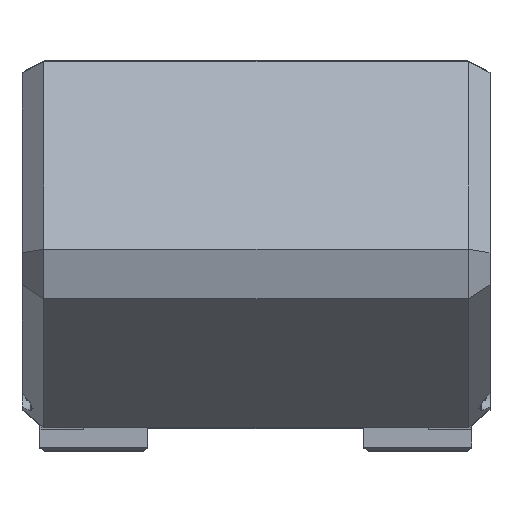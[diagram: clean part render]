
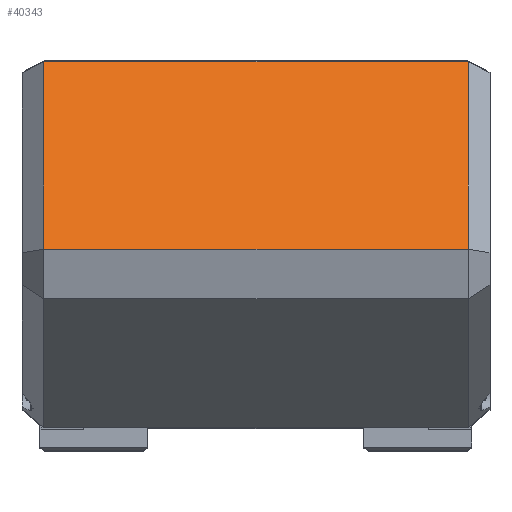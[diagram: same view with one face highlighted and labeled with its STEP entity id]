
A CAD part, top view. The second image highlights one B-rep face of the part: STEP entity #40343.
In plain terms, the highlighted face is planar.
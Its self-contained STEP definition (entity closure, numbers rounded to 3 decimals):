
#761 = ORIENTED_EDGE ( 'NONE', *, *, #33270, .T. ) ;
#1860 = AXIS2_PLACEMENT_3D ( 'NONE', #42085, #8346, #14353 ) ;
#3151 = VERTEX_POINT ( 'NONE', #22021 ) ;
#3394 = ORIENTED_EDGE ( 'NONE', *, *, #32335, .T. ) ;
#6860 = DIRECTION ( 'NONE',  ( 0., 0., 1. ) ) ;
#8209 = CARTESIAN_POINT ( 'NONE',  ( 295., 200., -345. ) ) ;
#8250 = VECTOR ( 'NONE', #33982, 1000. ) ;
#8346 = DIRECTION ( 'NONE',  ( 0., -1., 0. ) ) ;
#9879 = EDGE_CURVE ( 'NONE', #40328, #31386, #32189, .T. ) ;
#10775 = LINE ( 'NONE', #37847, #32027 ) ;
#12789 = EDGE_LOOP ( 'NONE', ( #32572, #42323, #761, #3394 ) ) ;
#13344 = LINE ( 'NONE', #33762, #8250 ) ;
#14353 = DIRECTION ( 'NONE',  ( 0., 0., -1. ) ) ;
#15009 = PLANE ( 'NONE',  #1860 ) ;
#15363 = DIRECTION ( 'NONE',  ( 1., 0., 0. ) ) ;
#15695 = VECTOR ( 'NONE', #18643, 1000. ) ;
#16273 = CARTESIAN_POINT ( 'NONE',  ( 295., 200., -340. ) ) ;
#18256 = CARTESIAN_POINT ( 'NONE',  ( -295., 200., -35. ) ) ;
#18643 = DIRECTION ( 'NONE',  ( 0., 0., -1. ) ) ;
#22021 = CARTESIAN_POINT ( 'NONE',  ( -295., 200., -340. ) ) ;
#24772 = FACE_OUTER_BOUND ( 'NONE', #12789, .T. ) ;
#27112 = EDGE_CURVE ( 'NONE', #31386, #3151, #13344, .T. ) ;
#29120 = VECTOR ( 'NONE', #6860, 1000. ) ;
#30049 = VERTEX_POINT ( 'NONE', #18256 ) ;
#30381 = CARTESIAN_POINT ( 'NONE',  ( -295., 200., -35. ) ) ;
#31386 = VERTEX_POINT ( 'NONE', #16273 ) ;
#32027 = VECTOR ( 'NONE', #15363, 1000. ) ;
#32189 = LINE ( 'NONE', #8209, #15695 ) ;
#32335 = EDGE_CURVE ( 'NONE', #30049, #40328, #10775, .T. ) ;
#32572 = ORIENTED_EDGE ( 'NONE', *, *, #9879, .T. ) ;
#33270 = EDGE_CURVE ( 'NONE', #3151, #30049, #36814, .T. ) ;
#33762 = CARTESIAN_POINT ( 'NONE',  ( -295., 200., -340. ) ) ;
#33982 = DIRECTION ( 'NONE',  ( -1., 0., 0. ) ) ;
#36814 = LINE ( 'NONE', #30381, #29120 ) ;
#37847 = CARTESIAN_POINT ( 'NONE',  ( -300., 200., -35. ) ) ;
#40328 = VERTEX_POINT ( 'NONE', #41004 ) ;
#40343 = ADVANCED_FACE ( 'NONE', ( #24772 ), #15009, .F. ) ;
#41004 = CARTESIAN_POINT ( 'NONE',  ( 295., 200., -35. ) ) ;
#42085 = CARTESIAN_POINT ( 'NONE',  ( -300., 200., 15. ) ) ;
#42323 = ORIENTED_EDGE ( 'NONE', *, *, #27112, .T. ) ;
